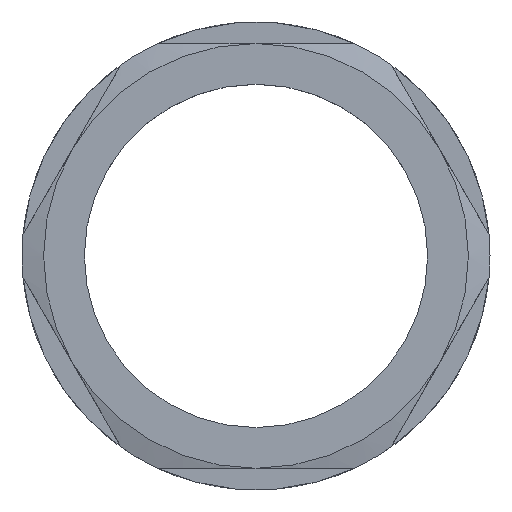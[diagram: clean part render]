
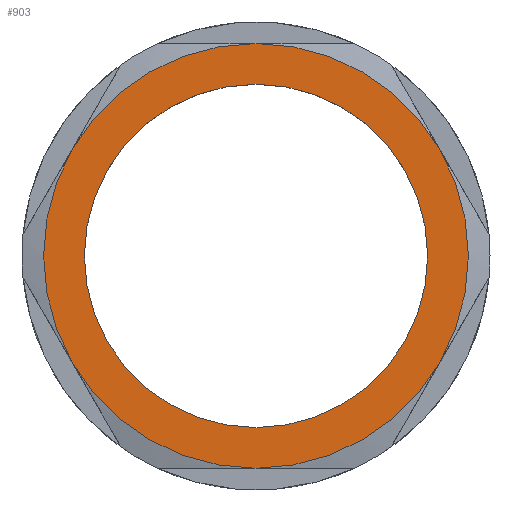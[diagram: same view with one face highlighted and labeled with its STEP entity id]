
A CAD part, top view. The second image highlights one B-rep face of the part: STEP entity #903.
In plain terms, the highlighted planar face has unit normal (0, 0, 1).
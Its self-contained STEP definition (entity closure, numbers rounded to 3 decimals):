
#13 = AXIS2_PLACEMENT_3D ( 'NONE', #1075, #147, #237 ) ;
#31 = EDGE_CURVE ( 'NONE', #303, #863, #919, .T. ) ;
#60 = AXIS2_PLACEMENT_3D ( 'NONE', #503, #492, #495 ) ;
#77 = VERTEX_POINT ( 'NONE', #948 ) ;
#81 = AXIS2_PLACEMENT_3D ( 'NONE', #555, #547, #545 ) ;
#106 = CIRCLE ( 'NONE', #683, 24.25 ) ;
#113 = CARTESIAN_POINT ( 'NONE',  ( 0., 0., 4. ) ) ;
#147 = DIRECTION ( 'NONE',  ( 0., 0., -1. ) ) ;
#170 = FACE_OUTER_BOUND ( 'NONE', #329, .T. ) ;
#179 = FACE_BOUND ( 'NONE', #502, .T. ) ;
#203 = CIRCLE ( 'NONE', #1055, 30. ) ;
#209 = DIRECTION ( 'NONE',  ( 0., 1., 0. ) ) ;
#212 = AXIS2_PLACEMENT_3D ( 'NONE', #113, #980, #1051 ) ;
#218 = DIRECTION ( 'NONE',  ( 0., 0., -1. ) ) ;
#224 = CARTESIAN_POINT ( 'NONE',  ( 0., 0., 4. ) ) ;
#237 = DIRECTION ( 'NONE',  ( 0., 1., 0. ) ) ;
#269 = ORIENTED_EDGE ( 'NONE', *, *, #31, .F. ) ;
#281 = EDGE_CURVE ( 'NONE', #554, #951, #704, .T. ) ;
#297 = DIRECTION ( 'NONE',  ( 0., 1., 0. ) ) ;
#298 = DIRECTION ( 'NONE',  ( 0., 0., -1. ) ) ;
#300 = CARTESIAN_POINT ( 'NONE',  ( 0., 0., 4. ) ) ;
#303 = VERTEX_POINT ( 'NONE', #488 ) ;
#323 = ORIENTED_EDGE ( 'NONE', *, *, #1052, .F. ) ;
#329 = EDGE_LOOP ( 'NONE', ( #527, #269, #934, #988, #323, #868 ) ) ;
#348 = EDGE_CURVE ( 'NONE', #1030, #303, #630, .T. ) ;
#371 = DIRECTION ( 'NONE',  ( 0., 1., 0. ) ) ;
#372 = DIRECTION ( 'NONE',  ( 0., 0., -1. ) ) ;
#373 = CARTESIAN_POINT ( 'NONE',  ( 0., 0., 4. ) ) ;
#376 = CARTESIAN_POINT ( 'NONE',  ( -25.981, -15., 4. ) ) ;
#419 = ORIENTED_EDGE ( 'NONE', *, *, #726, .F. ) ;
#431 = DIRECTION ( 'NONE',  ( 0., 1., 0. ) ) ;
#432 = DIRECTION ( 'NONE',  ( 0., 0., -1. ) ) ;
#433 = CARTESIAN_POINT ( 'NONE',  ( 0., 0., 4. ) ) ;
#488 = CARTESIAN_POINT ( 'NONE',  ( -25.981, 15., 4. ) ) ;
#492 = DIRECTION ( 'NONE',  ( 0., 0., 1. ) ) ;
#495 = DIRECTION ( 'NONE',  ( 1., 0., 0. ) ) ;
#499 = VERTEX_POINT ( 'NONE', #862 ) ;
#502 = EDGE_LOOP ( 'NONE', ( #419, #859 ) ) ;
#503 = CARTESIAN_POINT ( 'NONE',  ( 0., 0., 4. ) ) ;
#509 = CARTESIAN_POINT ( 'NONE',  ( 24.25, 0., 4. ) ) ;
#527 = ORIENTED_EDGE ( 'NONE', *, *, #986, .F. ) ;
#545 = DIRECTION ( 'NONE',  ( 1., 0., 0. ) ) ;
#547 = DIRECTION ( 'NONE',  ( 0., 0., 1. ) ) ;
#554 = VERTEX_POINT ( 'NONE', #796 ) ;
#555 = CARTESIAN_POINT ( 'NONE',  ( 0., 0., 4. ) ) ;
#558 = PLANE ( 'NONE',  #81 ) ;
#571 = VERTEX_POINT ( 'NONE', #788 ) ;
#592 = CARTESIAN_POINT ( 'NONE',  ( 0., 30., 4. ) ) ;
#630 = CIRCLE ( 'NONE', #13, 30. ) ;
#643 = CIRCLE ( 'NONE', #851, 30. ) ;
#683 = AXIS2_PLACEMENT_3D ( 'NONE', #694, #691, #690 ) ;
#690 = DIRECTION ( 'NONE',  ( 1., 0., 0. ) ) ;
#691 = DIRECTION ( 'NONE',  ( 0., 0., 1. ) ) ;
#694 = CARTESIAN_POINT ( 'NONE',  ( 0., 0., 4. ) ) ;
#704 = CIRCLE ( 'NONE', #60, 24.25 ) ;
#726 = EDGE_CURVE ( 'NONE', #951, #554, #106, .T. ) ;
#766 = AXIS2_PLACEMENT_3D ( 'NONE', #300, #298, #297 ) ;
#788 = CARTESIAN_POINT ( 'NONE',  ( 0., -30., 4. ) ) ;
#796 = CARTESIAN_POINT ( 'NONE',  ( -24.25, 0., 4. ) ) ;
#851 = AXIS2_PLACEMENT_3D ( 'NONE', #224, #218, #209 ) ;
#859 = ORIENTED_EDGE ( 'NONE', *, *, #281, .F. ) ;
#862 = CARTESIAN_POINT ( 'NONE',  ( 25.981, -15., 4. ) ) ;
#863 = VERTEX_POINT ( 'NONE', #592 ) ;
#868 = ORIENTED_EDGE ( 'NONE', *, *, #1026, .F. ) ;
#903 = ADVANCED_FACE ( 'NONE', ( #179, #170 ), #558, .T. ) ;
#919 = CIRCLE ( 'NONE', #212, 30. ) ;
#929 = CIRCLE ( 'NONE', #766, 30. ) ;
#934 = ORIENTED_EDGE ( 'NONE', *, *, #348, .F. ) ;
#948 = CARTESIAN_POINT ( 'NONE',  ( 25.981, 15., 4. ) ) ;
#951 = VERTEX_POINT ( 'NONE', #509 ) ;
#980 = DIRECTION ( 'NONE',  ( 0., 0., -1. ) ) ;
#986 = EDGE_CURVE ( 'NONE', #863, #77, #203, .T. ) ;
#988 = ORIENTED_EDGE ( 'NONE', *, *, #1072, .F. ) ;
#998 = AXIS2_PLACEMENT_3D ( 'NONE', #373, #372, #371 ) ;
#1026 = EDGE_CURVE ( 'NONE', #77, #499, #1065, .T. ) ;
#1030 = VERTEX_POINT ( 'NONE', #376 ) ;
#1051 = DIRECTION ( 'NONE',  ( 0., 1., 0. ) ) ;
#1052 = EDGE_CURVE ( 'NONE', #499, #571, #929, .T. ) ;
#1055 = AXIS2_PLACEMENT_3D ( 'NONE', #433, #432, #431 ) ;
#1065 = CIRCLE ( 'NONE', #998, 30. ) ;
#1072 = EDGE_CURVE ( 'NONE', #571, #1030, #643, .T. ) ;
#1075 = CARTESIAN_POINT ( 'NONE',  ( 0., 0., 4. ) ) ;
